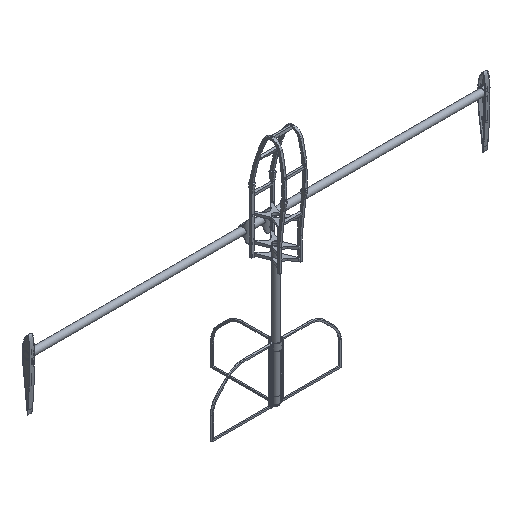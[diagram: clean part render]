
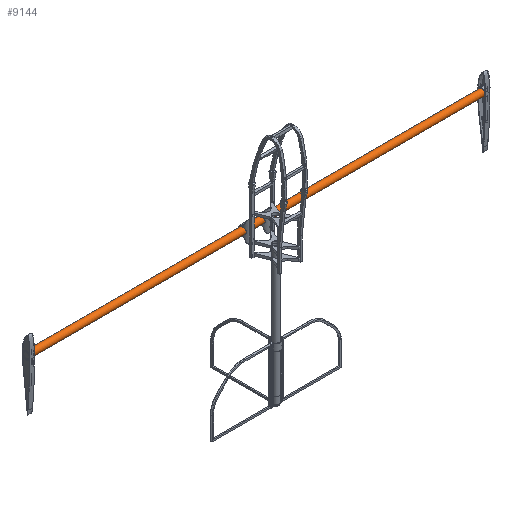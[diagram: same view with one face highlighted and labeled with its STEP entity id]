
A CAD part, isometric view. The second image highlights one B-rep face of the part: STEP entity #9144.
In plain terms, the highlighted cylindrical face has radius 7 mm (diameter 14 mm), a full revolution.
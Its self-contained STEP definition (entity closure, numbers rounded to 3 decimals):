
#1086=FACE_OUTER_BOUND('',#1567,.T.);
#1567=EDGE_LOOP('',(#7914,#7915,#7916,#7917));
#2495=LINE('',#14693,#3459);
#3459=VECTOR('',#11879,7.);
#3784=CIRCLE('',#9923,7.);
#3785=CIRCLE('',#9924,7.);
#4481=VERTEX_POINT('',#14690);
#4482=VERTEX_POINT('',#14692);
#5676=EDGE_CURVE('',#4481,#4481,#3784,.T.);
#5677=EDGE_CURVE('',#4481,#4482,#2495,.T.);
#5678=EDGE_CURVE('',#4482,#4482,#3785,.T.);
#7914=ORIENTED_EDGE('',*,*,#5676,.F.);
#7915=ORIENTED_EDGE('',*,*,#5677,.T.);
#7916=ORIENTED_EDGE('',*,*,#5678,.T.);
#7917=ORIENTED_EDGE('',*,*,#5677,.F.);
#8784=CYLINDRICAL_SURFACE('',#9922,7.);
#9144=ADVANCED_FACE('',(#1086),#8784,.T.);
#9922=AXIS2_PLACEMENT_3D('',#14689,#11875,#11876);
#9923=AXIS2_PLACEMENT_3D('',#14691,#11877,#11878);
#9924=AXIS2_PLACEMENT_3D('',#14694,#11880,#11881);
#11875=DIRECTION('center_axis',(0.,0.,1.));
#11876=DIRECTION('ref_axis',(1.,0.,0.));
#11877=DIRECTION('center_axis',(0.,0.,1.));
#11878=DIRECTION('ref_axis',(1.,0.,0.));
#11879=DIRECTION('',(0.,0.,-1.));
#11880=DIRECTION('center_axis',(0.,0.,1.));
#11881=DIRECTION('ref_axis',(1.,0.,0.));
#14689=CARTESIAN_POINT('Origin',(0.,0.,0.));
#14690=CARTESIAN_POINT('',(-7.,0.,1000.));
#14691=CARTESIAN_POINT('Origin',(0.,0.,1000.));
#14692=CARTESIAN_POINT('',(-7.,0.,0.));
#14693=CARTESIAN_POINT('',(-7.,0.,0.));
#14694=CARTESIAN_POINT('Origin',(0.,0.,0.));
